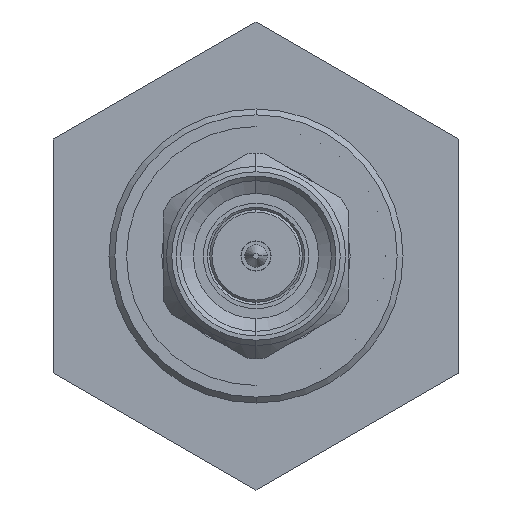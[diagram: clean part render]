
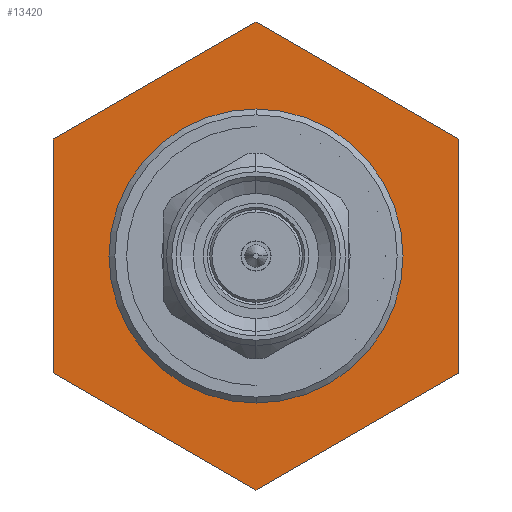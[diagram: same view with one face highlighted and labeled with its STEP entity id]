
A CAD part, left-side view. The second image highlights one B-rep face of the part: STEP entity #13420.
In plain terms, the highlighted face is planar.
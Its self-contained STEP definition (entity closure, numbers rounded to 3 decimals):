
#37 = FACE_BOUND ( 'NONE', #7009, .T. ) ;
#159 = LINE ( 'NONE', #8166, #5299 ) ;
#1076 = DIRECTION ( 'NONE',  ( -1., 0., 0. ) ) ;
#1144 = CARTESIAN_POINT ( 'NONE',  ( 12.857, 10.104, 0. ) ) ;
#1736 = DIRECTION ( 'NONE',  ( 0., -1., 0. ) ) ;
#1840 = FACE_OUTER_BOUND ( 'NONE', #3921, .T. ) ;
#2105 = VERTEX_POINT ( 'NONE', #19023 ) ;
#2421 = AXIS2_PLACEMENT_3D ( 'NONE', #3879, #1076, #10268 ) ;
#2648 = LINE ( 'NONE', #1144, #10876 ) ;
#2929 = ORIENTED_EDGE ( 'NONE', *, *, #15424, .T. ) ;
#2972 = LINE ( 'NONE', #12163, #7849 ) ;
#3507 = ORIENTED_EDGE ( 'NONE', *, *, #15951, .T. ) ;
#3879 = CARTESIAN_POINT ( 'NONE',  ( 12.857, 0., 0. ) ) ;
#3921 = EDGE_LOOP ( 'NONE', ( #8656, #11914, #18490, #4561, #12120, #3507 ) ) ;
#3995 = CARTESIAN_POINT ( 'NONE',  ( 12.857, -5.052, 8.75 ) ) ;
#4362 = AXIS2_PLACEMENT_3D ( 'NONE', #16439, #8862, #18425 ) ;
#4561 = ORIENTED_EDGE ( 'NONE', *, *, #9576, .T. ) ;
#4638 = DIRECTION ( 'NONE',  ( -1., 0., 0. ) ) ;
#4665 = CARTESIAN_POINT ( 'NONE',  ( 12.857, 5.052, 8.75 ) ) ;
#4937 = EDGE_CURVE ( 'NONE', #18361, #5139, #11030, .T. ) ;
#5139 = VERTEX_POINT ( 'NONE', #16644 ) ;
#5179 = EDGE_CURVE ( 'NONE', #2105, #12950, #2972, .T. ) ;
#5226 = EDGE_CURVE ( 'NONE', #12407, #14998, #159, .T. ) ;
#5299 = VECTOR ( 'NONE', #6278, 1000. ) ;
#5805 = CARTESIAN_POINT ( 'NONE',  ( 12.857, -5.052, 8.75 ) ) ;
#6153 = PLANE ( 'NONE',  #19327 ) ;
#6278 = DIRECTION ( 'NONE',  ( 0., -0.5, -0.866 ) ) ;
#6605 = CIRCLE ( 'NONE', #4362, 6.35 ) ;
#7009 = EDGE_LOOP ( 'NONE', ( #2929, #16859 ) ) ;
#7849 = VECTOR ( 'NONE', #18231, 1000. ) ;
#8166 = CARTESIAN_POINT ( 'NONE',  ( 12.857, -10.104, 0. ) ) ;
#8570 = CARTESIAN_POINT ( 'NONE',  ( 12.857, -5.052, -8.75 ) ) ;
#8572 = EDGE_CURVE ( 'NONE', #13393, #2105, #2648, .T. ) ;
#8656 = ORIENTED_EDGE ( 'NONE', *, *, #18953, .T. ) ;
#8862 = DIRECTION ( 'NONE',  ( -1., 0., 0. ) ) ;
#9576 = EDGE_CURVE ( 'NONE', #12950, #12407, #19467, .T. ) ;
#9650 = LINE ( 'NONE', #17542, #15456 ) ;
#10268 = DIRECTION ( 'NONE',  ( 0., -1., 0. ) ) ;
#10734 = CARTESIAN_POINT ( 'NONE',  ( 12.857, 5.052, -8.75 ) ) ;
#10755 = VECTOR ( 'NONE', #13157, 1000. ) ;
#10876 = VECTOR ( 'NONE', #17916, 1000. ) ;
#11030 = CIRCLE ( 'NONE', #2421, 6.35 ) ;
#11880 = DIRECTION ( 'NONE',  ( 0., -1., 0. ) ) ;
#11914 = ORIENTED_EDGE ( 'NONE', *, *, #8572, .T. ) ;
#11952 = LINE ( 'NONE', #8570, #10755 ) ;
#12120 = ORIENTED_EDGE ( 'NONE', *, *, #5226, .T. ) ;
#12163 = CARTESIAN_POINT ( 'NONE',  ( 12.857, 5.052, 8.75 ) ) ;
#12407 = VERTEX_POINT ( 'NONE', #3995 ) ;
#12950 = VERTEX_POINT ( 'NONE', #4665 ) ;
#12967 = DIRECTION ( 'NONE',  ( 0., 1., 0. ) ) ;
#13157 = DIRECTION ( 'NONE',  ( 0., 0.5, -0.866 ) ) ;
#13393 = VERTEX_POINT ( 'NONE', #10734 ) ;
#13420 = ADVANCED_FACE ( 'NONE', ( #37, #1840 ), #6153, .F. ) ;
#14432 = VERTEX_POINT ( 'NONE', #17532 ) ;
#14963 = CARTESIAN_POINT ( 'NONE',  ( 12.857, -10.104, 0. ) ) ;
#14998 = VERTEX_POINT ( 'NONE', #14963 ) ;
#15318 = CARTESIAN_POINT ( 'NONE',  ( 12.857, 12.7, 0. ) ) ;
#15424 = EDGE_CURVE ( 'NONE', #5139, #18361, #6605, .T. ) ;
#15456 = VECTOR ( 'NONE', #12967, 1000. ) ;
#15573 = CARTESIAN_POINT ( 'NONE',  ( 12.857, 6.35, 0. ) ) ;
#15951 = EDGE_CURVE ( 'NONE', #14998, #14432, #11952, .T. ) ;
#16367 = VECTOR ( 'NONE', #11880, 1000. ) ;
#16439 = CARTESIAN_POINT ( 'NONE',  ( 12.857, 0., 0. ) ) ;
#16644 = CARTESIAN_POINT ( 'NONE',  ( 12.857, -6.35, 0. ) ) ;
#16859 = ORIENTED_EDGE ( 'NONE', *, *, #4937, .T. ) ;
#17532 = CARTESIAN_POINT ( 'NONE',  ( 12.857, -5.052, -8.75 ) ) ;
#17542 = CARTESIAN_POINT ( 'NONE',  ( 12.857, 5.052, -8.75 ) ) ;
#17916 = DIRECTION ( 'NONE',  ( 0., 0.5, 0.866 ) ) ;
#18231 = DIRECTION ( 'NONE',  ( 0., -0.5, 0.866 ) ) ;
#18361 = VERTEX_POINT ( 'NONE', #15573 ) ;
#18425 = DIRECTION ( 'NONE',  ( 0., -1., 0. ) ) ;
#18490 = ORIENTED_EDGE ( 'NONE', *, *, #5179, .T. ) ;
#18953 = EDGE_CURVE ( 'NONE', #14432, #13393, #9650, .T. ) ;
#19023 = CARTESIAN_POINT ( 'NONE',  ( 12.857, 10.104, 0. ) ) ;
#19327 = AXIS2_PLACEMENT_3D ( 'NONE', #15318, #4638, #1736 ) ;
#19467 = LINE ( 'NONE', #5805, #16367 ) ;
